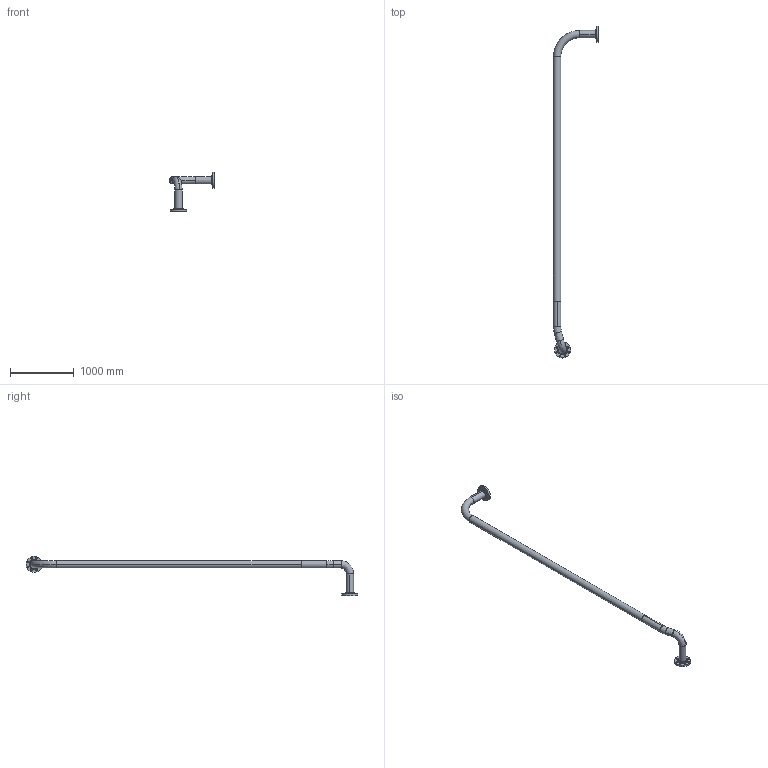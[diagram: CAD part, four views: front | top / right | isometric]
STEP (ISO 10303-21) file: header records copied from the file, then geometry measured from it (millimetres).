
FILE_DESCRIPTION (( 'STEP AP203' ), '1' );
FILE_NAME ('13-2921-3_REV_.step', '2026-01-16T23:34:22', ( '' ), ( '' ), 'SwSTEP 2.0', 'SolidWorks 2025', '' );
FILE_SCHEMA (( 'CONFIG_CONTROL_DESIGN' ));
Length unit declared in the file: millimetre
Products named in the file (6): 13-2921-3-1_Default<As Machined>; 13-2921-3_REV_; J003435-50_Default<As Machined>; OEM-100-300-SO-316L; OEM-100-LR-40-316L_Default<As Machined>; J003435-51_Default<As Machined>
Assembly tree (6 placements, depth 2):
  13-2921-3_REV_
    13-2921-3-1_Default<As Machined>
    J003435-50_Default<As Machined>
    OEM-100-LR-40-316L_Default<As Machined>
    OEM-100-300-SO-316L  x2
    J003435-51_Default<As Machined>
Bounding box: 707.15 x 5214 x 622 mm (x, y, z)
Volume: 14404987.1 mm3; surface area: 4300379.6 mm2
Topology: 6 solids, 6 shells, 100 faces, 240 edges, 156 vertices
Faces by surface type: cylinder 68, plane 16, torus 16
Entity records: 2784 total; most frequent: DIRECTION 442, CARTESIAN_POINT 349, ORIENTED_EDGE 328, AXIS2_PLACEMENT_3D 199, EDGE_CURVE 164, CIRCLE 120, VERTEX_POINT 106, EDGE_LOOP 98
